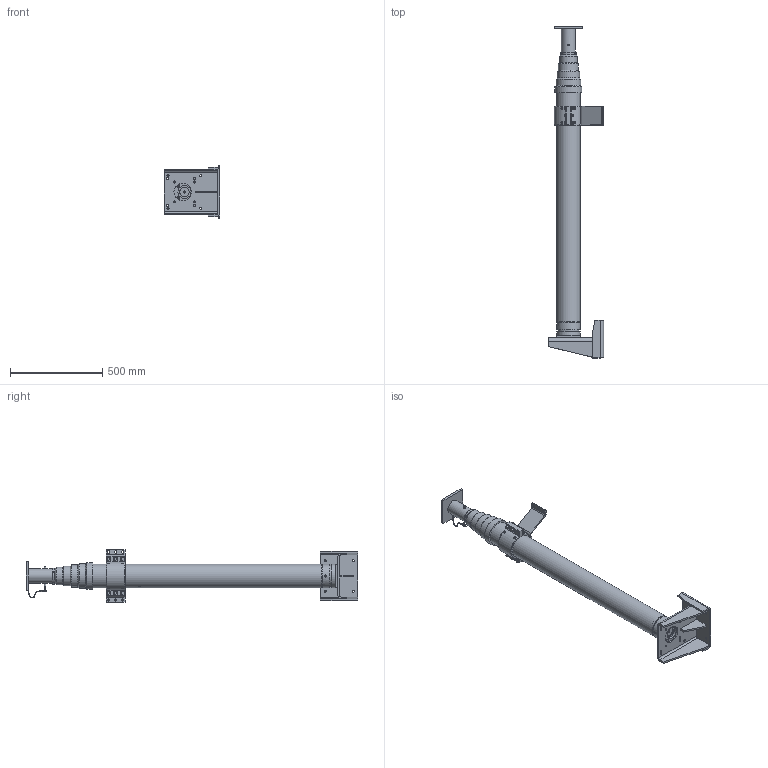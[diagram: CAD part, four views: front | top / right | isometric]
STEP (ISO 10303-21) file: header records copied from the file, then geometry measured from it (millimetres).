
FILE_DESCRIPTION(/* description */ (''),/* implementation_level */ '2;1');
FILE_NAME(/* name */ '5-20-168.stp',/* time_stamp */ '2016-05-24T13:19:05-04:00',/* author */ ('msmith'),/* organization */ (''),/* preprocessor_version */ 'ST-DEVELOPER v16.1',/* originating_system */ 'Autodesk Inventor 2016',/* authorisation */ '');
FILE_SCHEMA (('AUTOMOTIVE_DESIGN { 1 0 10303 214 3 1 1 }'));
Length unit declared in the file: inch
Products named in the file (1): 5-20-168
Bounding box: 299.08 x 1797.29 x 285.5 mm (x, y, z)
Surface area: 2069386.1 mm2 (no closed solid volume)
Topology: 0 solids, 16 shells, 1067 faces, 2664 edges, 1713 vertices
Faces by surface type: plane 517, cylinder 313, cone 164, torus 38, bspline 30, sphere 5
Full cylindrical faces by diameter (mm): 0.254 x5, 1.587 x3, 1.778 x1, 3.175 x1, 3.658 x1, 3.962 x8, 4.394 x8, 4.945 x1, 6.35 x4, 6.528 x3, 7.938 x4, 8.382 x8, 8.433 x1, 9.398 x3, 9.525 x22, 9.55 x6, 9.906 x2, 9.922 x6, 11.049 x1, 11.112 x33, 11.113 x7, 11.125 x3, 19.05 x4, 25.4 x6, 50.8 x1, 57.963 x1, 63.119 x1, 63.246 x1, 63.5 x3, 63.627 x1
Entity records: 34192 total; most frequent: CARTESIAN_POINT 9960, DIRECTION 4697, ORIENTED_EDGE 4614, EDGE_CURVE 2307, AXIS2_PLACEMENT_3D 1871, VERTEX_POINT 1607, EDGE_LOOP 1546, FACE_OUTER_BOUND 1067
